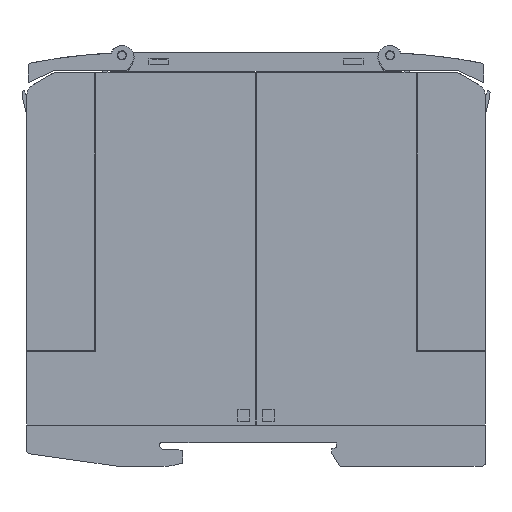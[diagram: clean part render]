
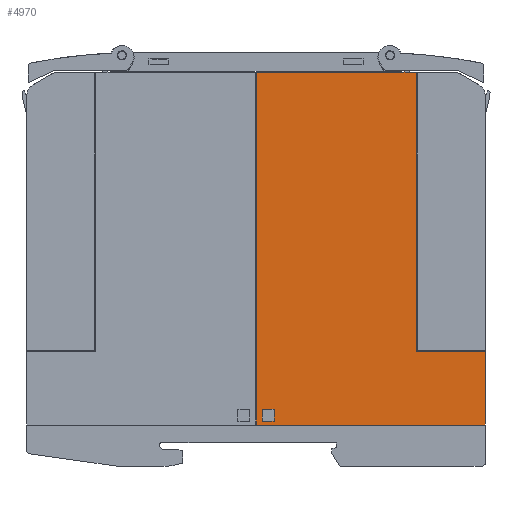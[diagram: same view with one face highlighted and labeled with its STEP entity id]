
A CAD part, left-side view. The second image highlights one B-rep face of the part: STEP entity #4970.
In plain terms, the highlighted planar face has unit normal (-1, 0, 0).
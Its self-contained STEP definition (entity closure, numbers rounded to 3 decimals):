
#4970=ADVANCED_FACE('',(#10141,#10142),#10143,.T.);
#10141=FACE_OUTER_BOUND('',#15379,.T.);
#10142=FACE_BOUND('',#15380,.T.);
#10143=PLANE('',#15381);
#15379=EDGE_LOOP('',(#31086,#31087,#31088,#31089,#31090,#31091));
#15380=EDGE_LOOP('',(#31092,#31093,#31094,#31095));
#15381=AXIS2_PLACEMENT_3D('',#31096,#31097,#31098);
#31086=ORIENTED_EDGE('',*,*,#33845,.T.);
#31087=ORIENTED_EDGE('',*,*,#33863,.T.);
#31088=ORIENTED_EDGE('',*,*,#37875,.T.);
#31089=ORIENTED_EDGE('',*,*,#37858,.F.);
#31090=ORIENTED_EDGE('',*,*,#37876,.T.);
#31091=ORIENTED_EDGE('',*,*,#37871,.T.);
#31092=ORIENTED_EDGE('',*,*,#37868,.T.);
#31093=ORIENTED_EDGE('',*,*,#37844,.T.);
#31094=ORIENTED_EDGE('',*,*,#37852,.T.);
#31095=ORIENTED_EDGE('',*,*,#37865,.T.);
#31096=CARTESIAN_POINT('',(0.0,25.949,9.001));
#31097=DIRECTION('',(-1.0,0.0,0.0));
#31098=DIRECTION('',(0.0,1.0,0.0));
#33845=EDGE_CURVE('',#41309,#41313,#41315,.T.);
#33863=EDGE_CURVE('',#41313,#41349,#41350,.T.);
#37844=EDGE_CURVE('',#47219,#47217,#47220,.T.);
#37852=EDGE_CURVE('',#47217,#47228,#47230,.T.);
#37858=EDGE_CURVE('',#47239,#47241,#47242,.T.);
#37865=EDGE_CURVE('',#47228,#47251,#47253,.T.);
#37868=EDGE_CURVE('',#47251,#47219,#47256,.T.);
#37871=EDGE_CURVE('',#47259,#41309,#47260,.T.);
#37875=EDGE_CURVE('',#41349,#47241,#47265,.T.);
#37876=EDGE_CURVE('',#47239,#47259,#47266,.T.);
#41309=VERTEX_POINT('',#52736);
#41313=VERTEX_POINT('',#52742);
#41315=LINE('',#52745,#52746);
#41349=VERTEX_POINT('',#52796);
#41350=LINE('',#52797,#52798);
#47217=VERTEX_POINT('',#61595);
#47219=VERTEX_POINT('',#61598);
#47220=LINE('',#61599,#61600);
#47228=VERTEX_POINT('',#61612);
#47230=LINE('',#61615,#61616);
#47239=VERTEX_POINT('',#61628);
#47241=VERTEX_POINT('',#61631);
#47242=LINE('',#61632,#61633);
#47251=VERTEX_POINT('',#61646);
#47253=LINE('',#61649,#61650);
#47256=LINE('',#61654,#61655);
#47259=VERTEX_POINT('',#61658);
#47260=LINE('',#61659,#61660);
#47265=LINE('',#61667,#61668);
#47266=LINE('',#61669,#61670);
#52736=CARTESIAN_POINT('',(0.0,0.999,25.101));
#52742=CARTESIAN_POINT('',(0.0,16.099,25.101));
#52745=CARTESIAN_POINT('',(0.0,17.224,25.101));
#52746=VECTOR('',#64244,1.0);
#52796=CARTESIAN_POINT('',(0.0,16.099,85.801));
#52797=CARTESIAN_POINT('',(0.0,16.099,32.226));
#52798=VECTOR('',#64261,1.0);
#61595=CARTESIAN_POINT('',(0.0,46.999,12.401));
#61598=CARTESIAN_POINT('',(0.0,49.599,12.401));
#61599=CARTESIAN_POINT('',(0.0,37.124,12.401));
#61600=VECTOR('',#68005,1.0);
#61612=CARTESIAN_POINT('',(0.0,46.999,9.801));
#61615=CARTESIAN_POINT('',(0.0,46.999,10.051));
#61616=VECTOR('',#68011,1.0);
#61628=CARTESIAN_POINT('',(0.0,50.899,9.001));
#61631=CARTESIAN_POINT('',(0.0,50.899,85.801));
#61632=CARTESIAN_POINT('',(0.0,50.899,9.001));
#61633=VECTOR('',#68016,1.0);
#61646=CARTESIAN_POINT('',(0.0,49.599,9.801));
#61649=CARTESIAN_POINT('',(0.0,37.124,9.801));
#61650=VECTOR('',#68022,1.0);
#61654=CARTESIAN_POINT('',(0.0,49.599,10.051));
#61655=VECTOR('',#68024,1.0);
#61658=CARTESIAN_POINT('',(0.0,0.999,9.001));
#61659=CARTESIAN_POINT('',(0.0,0.999,9.001));
#61660=VECTOR('',#68025,1.0);
#61667=CARTESIAN_POINT('',(0.0,50.899,85.801));
#61668=VECTOR('',#68028,1.0);
#61669=CARTESIAN_POINT('',(0.0,50.899,9.001));
#61670=VECTOR('',#68029,1.0);
#64244=DIRECTION('',(0.0,1.0,0.0));
#64261=DIRECTION('',(0.0,-0.0,1.0));
#68005=DIRECTION('',(0.0,-1.0,0.0));
#68011=DIRECTION('',(0.0,0.0,-1.0));
#68016=DIRECTION('',(0.0,0.0,1.0));
#68022=DIRECTION('',(0.0,1.0,0.0));
#68024=DIRECTION('',(0.0,-0.0,1.0));
#68025=DIRECTION('',(0.0,0.0,1.0));
#68028=DIRECTION('',(0.0,1.0,0.0));
#68029=DIRECTION('',(0.0,-1.0,0.0));
